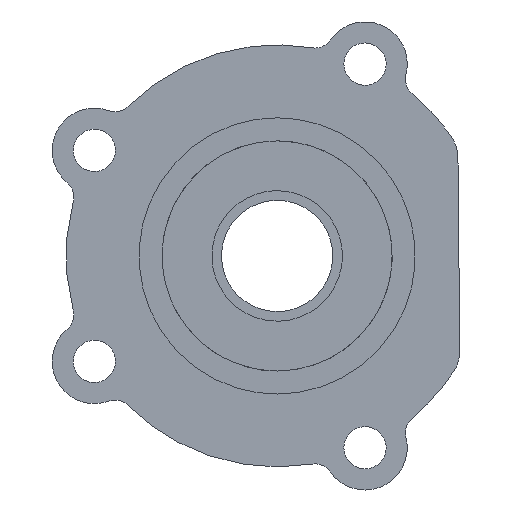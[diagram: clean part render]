
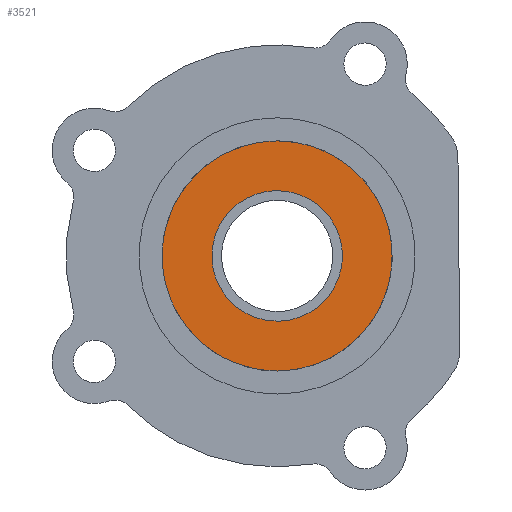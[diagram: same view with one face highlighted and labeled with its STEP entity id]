
A CAD part, front view. The second image highlights one B-rep face of the part: STEP entity #3521.
In plain terms, the highlighted free-form (B-spline) face has degree [1, 1] with [2, 2] control points.
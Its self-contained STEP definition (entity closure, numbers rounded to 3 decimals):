
#219 = VERTEX_POINT('',#220);
#220 = CARTESIAN_POINT('',(0.,14.961,26.754));
#225 = EDGE_CURVE('',#226,#219,#228,.T.);
#226 = VERTEX_POINT('',#227);
#227 = CARTESIAN_POINT('',(0.,14.961,
    -26.754));
#228 = ( BOUNDED_CURVE() B_SPLINE_CURVE(2,(#229,#230,#231,#232,#233),
.UNSPECIFIED.,.F.,.F.) B_SPLINE_CURVE_WITH_KNOTS((3,2,3),(3.142,
4.712,6.283),.PIECEWISE_BEZIER_KNOTS.) CURVE() 
GEOMETRIC_REPRESENTATION_ITEM() RATIONAL_B_SPLINE_CURVE((1.,
0.707,1.,0.707,1.)) REPRESENTATION_ITEM('') );
#229 = CARTESIAN_POINT('',(0.,14.961,
    -26.754));
#230 = CARTESIAN_POINT('',(-26.754,14.961,
    -26.754));
#231 = CARTESIAN_POINT('',(-26.754,14.961,
    0.));
#232 = CARTESIAN_POINT('',(-26.754,14.961,
    26.754));
#233 = CARTESIAN_POINT('',(0.,14.961,
    26.754));
#265 = VERTEX_POINT('',#266);
#266 = CARTESIAN_POINT('',(0.,14.961,15.161));
#284 = VERTEX_POINT('',#285);
#285 = CARTESIAN_POINT('',(0.,14.961,
    -15.161));
#290 = EDGE_CURVE('',#284,#265,#291,.T.);
#291 = ( BOUNDED_CURVE() B_SPLINE_CURVE(2,(#292,#293,#294,#295,#296),
.UNSPECIFIED.,.F.,.F.) B_SPLINE_CURVE_WITH_KNOTS((3,2,3),(3.142,
4.712,6.283),.PIECEWISE_BEZIER_KNOTS.) CURVE() 
GEOMETRIC_REPRESENTATION_ITEM() RATIONAL_B_SPLINE_CURVE((1.,
0.707,1.,0.707,1.)) REPRESENTATION_ITEM('') );
#292 = CARTESIAN_POINT('',(0.,14.961,
    -15.161));
#293 = CARTESIAN_POINT('',(-15.161,14.961,
    -15.161));
#294 = CARTESIAN_POINT('',(-15.161,14.961,
    0.));
#295 = CARTESIAN_POINT('',(-15.161,14.961,
    15.161));
#296 = CARTESIAN_POINT('',(0.,14.961,
    15.161));
#3502 = EDGE_CURVE('',#265,#284,#3503,.T.);
#3503 = ( BOUNDED_CURVE() B_SPLINE_CURVE(2,(#3504,#3505,#3506,#3507,
#3508),.UNSPECIFIED.,.F.,.F.) B_SPLINE_CURVE_WITH_KNOTS((3,2,3),(0.,
1.571,3.142),.PIECEWISE_BEZIER_KNOTS.) CURVE() 
GEOMETRIC_REPRESENTATION_ITEM() RATIONAL_B_SPLINE_CURVE((1.,
0.707,1.,0.707,1.)) REPRESENTATION_ITEM('') );
#3504 = CARTESIAN_POINT('',(0.,14.961,15.161));
#3505 = CARTESIAN_POINT('',(15.161,14.961,
    15.161));
#3506 = CARTESIAN_POINT('',(15.161,14.961,
    0.));
#3507 = CARTESIAN_POINT('',(15.161,14.961,
    -15.161));
#3508 = CARTESIAN_POINT('',(0.,14.961,
    -15.161));
#3521 = ADVANCED_FACE('',(#3522,#3533),#3537,.T.);
#3522 = FACE_BOUND('',#3523,.T.);
#3523 = EDGE_LOOP('',(#3524,#3532));
#3524 = ORIENTED_EDGE('',*,*,#3525,.F.);
#3525 = EDGE_CURVE('',#219,#226,#3526,.T.);
#3526 = ( BOUNDED_CURVE() B_SPLINE_CURVE(2,(#3527,#3528,#3529,#3530,
#3531),.UNSPECIFIED.,.F.,.F.) B_SPLINE_CURVE_WITH_KNOTS((3,2,3),(0.,
1.571,3.142),.PIECEWISE_BEZIER_KNOTS.) CURVE() 
GEOMETRIC_REPRESENTATION_ITEM() RATIONAL_B_SPLINE_CURVE((1.,
0.707,1.,0.707,1.)) REPRESENTATION_ITEM('') );
#3527 = CARTESIAN_POINT('',(0.,14.961,26.754));
#3528 = CARTESIAN_POINT('',(26.754,14.961,
    26.754));
#3529 = CARTESIAN_POINT('',(26.754,14.961,
    0.));
#3530 = CARTESIAN_POINT('',(26.754,14.961,
    -26.754));
#3531 = CARTESIAN_POINT('',(0.,14.961,
    -26.754));
#3532 = ORIENTED_EDGE('',*,*,#225,.F.);
#3533 = FACE_BOUND('',#3534,.T.);
#3534 = EDGE_LOOP('',(#3535,#3536));
#3535 = ORIENTED_EDGE('',*,*,#3502,.T.);
#3536 = ORIENTED_EDGE('',*,*,#290,.T.);
#3537 = B_SPLINE_SURFACE_WITH_KNOTS('',1,1,(
    (#3538,#3539)
    ,(#3540,#3541
    )),.UNSPECIFIED.,.F.,.F.,.F.,(2,2),(2,2),(-41.481,
    18.519),(-2.284,57.716),
  .PIECEWISE_BEZIER_KNOTS.);
#3538 = CARTESIAN_POINT('',(-26.754,14.961,
    26.754));
#3539 = CARTESIAN_POINT('',(26.754,14.961,
    26.754));
#3540 = CARTESIAN_POINT('',(-26.754,14.961,
    -26.754));
#3541 = CARTESIAN_POINT('',(26.754,14.961,
    -26.754));
